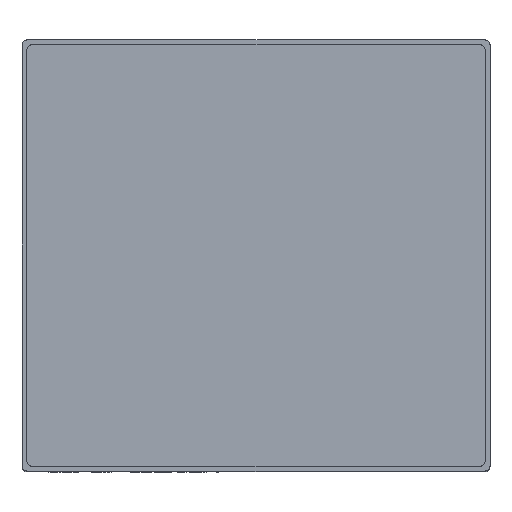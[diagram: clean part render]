
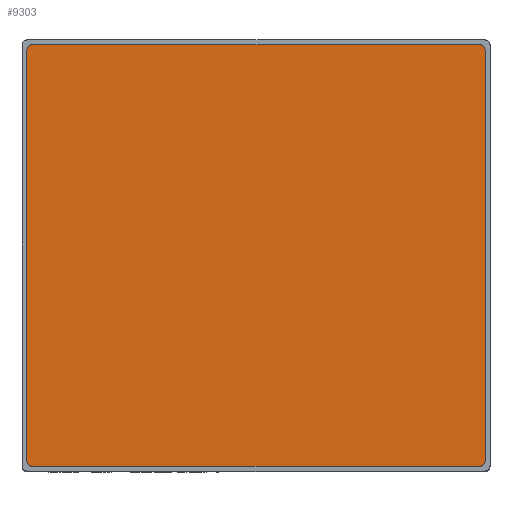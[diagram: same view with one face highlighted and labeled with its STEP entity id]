
A CAD part, top view. The second image highlights one B-rep face of the part: STEP entity #9303.
In plain terms, the highlighted planar face has unit normal (0, 0, 1).
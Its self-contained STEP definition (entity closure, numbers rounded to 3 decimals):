
#136 = CARTESIAN_POINT ( 'NONE',  ( 9.1, 8.35, 18.5 ) ) ;
#460 = DIRECTION ( 'NONE',  ( 0., 0., 1. ) ) ;
#468 = DIRECTION ( 'NONE',  ( 0., 1., 0. ) ) ;
#500 = ORIENTED_EDGE ( 'NONE', *, *, #3174, .T. ) ;
#523 = CARTESIAN_POINT ( 'NONE',  ( 9.3, 8.35, 18.5 ) ) ;
#614 = DIRECTION ( 'NONE',  ( 1., 0., 0. ) ) ;
#1085 = VECTOR ( 'NONE', #6128, 1000. ) ;
#1102 = VERTEX_POINT ( 'NONE', #8310 ) ;
#1131 = CARTESIAN_POINT ( 'NONE',  ( -9.3, 8.35, 18.5 ) ) ;
#1144 = DIRECTION ( 'NONE',  ( 1., 0., 0. ) ) ;
#1288 = DIRECTION ( 'NONE',  ( 1., 0., 0. ) ) ;
#1444 = AXIS2_PLACEMENT_3D ( 'NONE', #9037, #460, #1288 ) ;
#1495 = PLANE ( 'NONE',  #5559 ) ;
#1588 = EDGE_CURVE ( 'NONE', #2386, #1102, #10499, .T. ) ;
#1921 = VECTOR ( 'NONE', #12090, 1000. ) ;
#1976 = EDGE_CURVE ( 'NONE', #5123, #12067, #6528, .T. ) ;
#1982 = CARTESIAN_POINT ( 'NONE',  ( -9.1, 8.55, 18.5 ) ) ;
#2363 = ORIENTED_EDGE ( 'NONE', *, *, #1976, .T. ) ;
#2386 = VERTEX_POINT ( 'NONE', #1131 ) ;
#2388 = CARTESIAN_POINT ( 'NONE',  ( -9.3, -8.55, 18.5 ) ) ;
#2486 = CIRCLE ( 'NONE', #3089, 0.2 ) ;
#2788 = EDGE_CURVE ( 'NONE', #10956, #5123, #4354, .T. ) ;
#3025 = EDGE_CURVE ( 'NONE', #3965, #10428, #5100, .T. ) ;
#3089 = AXIS2_PLACEMENT_3D ( 'NONE', #6869, #10791, #8722 ) ;
#3174 = EDGE_CURVE ( 'NONE', #4033, #3965, #9435, .T. ) ;
#3401 = CARTESIAN_POINT ( 'NONE',  ( 9.3, 8.55, 18.5 ) ) ;
#3605 = FACE_OUTER_BOUND ( 'NONE', #9092, .T. ) ;
#3742 = VECTOR ( 'NONE', #468, 1000. ) ;
#3965 = VERTEX_POINT ( 'NONE', #7548 ) ;
#4033 = VERTEX_POINT ( 'NONE', #523 ) ;
#4163 = CARTESIAN_POINT ( 'NONE',  ( 9.3, -8.35, 18.5 ) ) ;
#4170 = DIRECTION ( 'NONE',  ( 0., -1., 0. ) ) ;
#4354 = LINE ( 'NONE', #2388, #1921 ) ;
#4774 = ORIENTED_EDGE ( 'NONE', *, *, #2788, .T. ) ;
#5100 = LINE ( 'NONE', #3401, #1085 ) ;
#5105 = ORIENTED_EDGE ( 'NONE', *, *, #9296, .T. ) ;
#5123 = VERTEX_POINT ( 'NONE', #8394 ) ;
#5559 = AXIS2_PLACEMENT_3D ( 'NONE', #9851, #7650, #1144 ) ;
#5561 = AXIS2_PLACEMENT_3D ( 'NONE', #136, #12513, #8666 ) ;
#6128 = DIRECTION ( 'NONE',  ( -1., 0., 0. ) ) ;
#6528 = CIRCLE ( 'NONE', #1444, 0.2 ) ;
#6869 = CARTESIAN_POINT ( 'NONE',  ( -9.1, 8.35, 18.5 ) ) ;
#7284 = CARTESIAN_POINT ( 'NONE',  ( -9.1, -8.55, 18.5 ) ) ;
#7397 = ORIENTED_EDGE ( 'NONE', *, *, #11515, .T. ) ;
#7548 = CARTESIAN_POINT ( 'NONE',  ( 9.1, 8.55, 18.5 ) ) ;
#7650 = DIRECTION ( 'NONE',  ( 0., 0., 1. ) ) ;
#7748 = AXIS2_PLACEMENT_3D ( 'NONE', #10273, #8569, #614 ) ;
#7807 = VECTOR ( 'NONE', #4170, 1000. ) ;
#8230 = LINE ( 'NONE', #10262, #3742 ) ;
#8237 = ORIENTED_EDGE ( 'NONE', *, *, #3025, .T. ) ;
#8310 = CARTESIAN_POINT ( 'NONE',  ( -9.3, -8.35, 18.5 ) ) ;
#8394 = CARTESIAN_POINT ( 'NONE',  ( 9.1, -8.55, 18.5 ) ) ;
#8569 = DIRECTION ( 'NONE',  ( 0., 0., 1. ) ) ;
#8666 = DIRECTION ( 'NONE',  ( 1., 0., 0. ) ) ;
#8722 = DIRECTION ( 'NONE',  ( 1., 0., 0. ) ) ;
#9037 = CARTESIAN_POINT ( 'NONE',  ( 9.1, -8.35, 18.5 ) ) ;
#9092 = EDGE_LOOP ( 'NONE', ( #10480, #12178, #4774, #2363, #5105, #500, #8237, #7397 ) ) ;
#9296 = EDGE_CURVE ( 'NONE', #12067, #4033, #8230, .T. ) ;
#9303 = ADVANCED_FACE ( 'NONE', ( #3605 ), #1495, .T. ) ;
#9435 = CIRCLE ( 'NONE', #5561, 0.2 ) ;
#9777 = CIRCLE ( 'NONE', #7748, 0.2 ) ;
#9851 = CARTESIAN_POINT ( 'NONE',  ( 0., 0., 18.5 ) ) ;
#10262 = CARTESIAN_POINT ( 'NONE',  ( 9.3, -8.55, 18.5 ) ) ;
#10273 = CARTESIAN_POINT ( 'NONE',  ( -9.1, -8.35, 18.5 ) ) ;
#10428 = VERTEX_POINT ( 'NONE', #1982 ) ;
#10480 = ORIENTED_EDGE ( 'NONE', *, *, #1588, .T. ) ;
#10499 = LINE ( 'NONE', #10886, #7807 ) ;
#10791 = DIRECTION ( 'NONE',  ( 0., 0., 1. ) ) ;
#10886 = CARTESIAN_POINT ( 'NONE',  ( -9.3, 8.55, 18.5 ) ) ;
#10956 = VERTEX_POINT ( 'NONE', #7284 ) ;
#11046 = EDGE_CURVE ( 'NONE', #1102, #10956, #9777, .T. ) ;
#11515 = EDGE_CURVE ( 'NONE', #10428, #2386, #2486, .T. ) ;
#12067 = VERTEX_POINT ( 'NONE', #4163 ) ;
#12090 = DIRECTION ( 'NONE',  ( 1., 0., 0. ) ) ;
#12178 = ORIENTED_EDGE ( 'NONE', *, *, #11046, .T. ) ;
#12513 = DIRECTION ( 'NONE',  ( 0., 0., 1. ) ) ;
